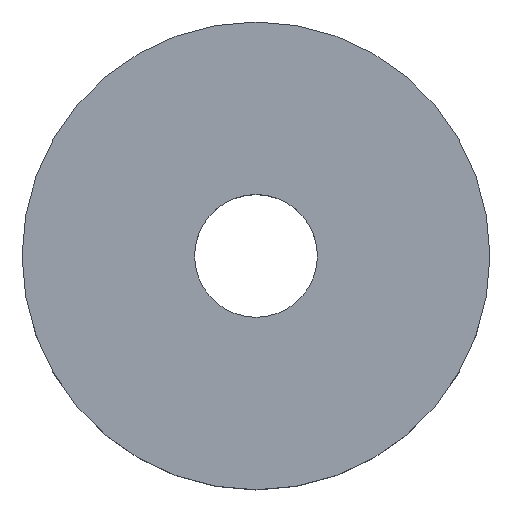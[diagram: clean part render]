
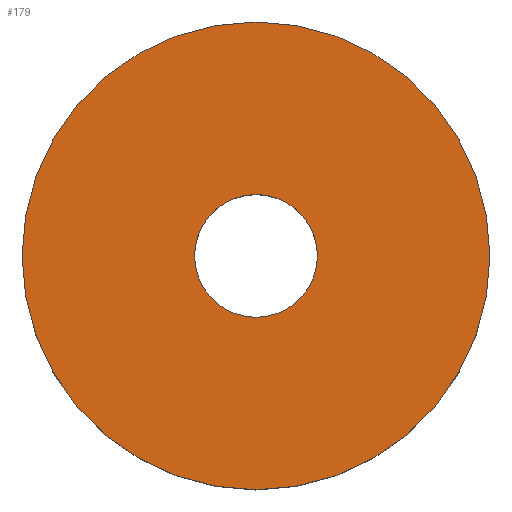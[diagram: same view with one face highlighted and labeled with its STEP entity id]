
A CAD part, top view. The second image highlights one B-rep face of the part: STEP entity #179.
In plain terms, the highlighted planar face has unit normal (0, 0, 1).
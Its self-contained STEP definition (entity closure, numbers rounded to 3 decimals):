
#17 = EDGE_CURVE ( 'NONE', #38, #149, #122, .T. ) ;
#23 = AXIS2_PLACEMENT_3D ( 'NONE', #95, #66, #145 ) ;
#35 = DIRECTION ( 'NONE',  ( 1., 0., 0. ) ) ;
#38 = VERTEX_POINT ( 'NONE', #65 ) ;
#46 = ORIENTED_EDGE ( 'NONE', *, *, #17, .T. ) ;
#47 = AXIS2_PLACEMENT_3D ( 'NONE', #220, #124, #35 ) ;
#55 = DIRECTION ( 'NONE',  ( 1., 0., 0. ) ) ;
#59 = ORIENTED_EDGE ( 'NONE', *, *, #60, .T. ) ;
#60 = EDGE_CURVE ( 'NONE', #149, #38, #205, .T. ) ;
#62 = EDGE_CURVE ( 'NONE', #210, #84, #155, .T. ) ;
#63 = ORIENTED_EDGE ( 'NONE', *, *, #241, .F. ) ;
#65 = CARTESIAN_POINT ( 'NONE',  ( 20., 0., 10. ) ) ;
#66 = DIRECTION ( 'NONE',  ( 0., 0., 1. ) ) ;
#72 = ORIENTED_EDGE ( 'NONE', *, *, #62, .F. ) ;
#84 = VERTEX_POINT ( 'NONE', #125 ) ;
#95 = CARTESIAN_POINT ( 'NONE',  ( 0., 0., 10. ) ) ;
#103 = AXIS2_PLACEMENT_3D ( 'NONE', #239, #112, #55 ) ;
#112 = DIRECTION ( 'NONE',  ( 0., 0., 1. ) ) ;
#115 = CIRCLE ( 'NONE', #180, 5.25 ) ;
#118 = EDGE_LOOP ( 'NONE', ( #59, #46 ) ) ;
#122 = CIRCLE ( 'NONE', #23, 20. ) ;
#124 = DIRECTION ( 'NONE',  ( 0., 0., 1. ) ) ;
#125 = CARTESIAN_POINT ( 'NONE',  ( -5.25, 0., 10. ) ) ;
#129 = PLANE ( 'NONE',  #223 ) ;
#137 = DIRECTION ( 'NONE',  ( 1., 0., 0. ) ) ;
#138 = CARTESIAN_POINT ( 'NONE',  ( -20., 0., 10. ) ) ;
#140 = EDGE_LOOP ( 'NONE', ( #63, #72 ) ) ;
#145 = DIRECTION ( 'NONE',  ( 1., 0., 0. ) ) ;
#149 = VERTEX_POINT ( 'NONE', #138 ) ;
#155 = CIRCLE ( 'NONE', #47, 5.25 ) ;
#159 = DIRECTION ( 'NONE',  ( 0., 0., 1. ) ) ;
#172 = DIRECTION ( 'NONE',  ( 1., 0., 0. ) ) ;
#179 = ADVANCED_FACE ( 'NONE', ( #226, #227 ), #129, .T. ) ;
#180 = AXIS2_PLACEMENT_3D ( 'NONE', #186, #204, #172 ) ;
#186 = CARTESIAN_POINT ( 'NONE',  ( 0., 0., 10. ) ) ;
#191 = CARTESIAN_POINT ( 'NONE',  ( 5.25, 0., 10. ) ) ;
#195 = CARTESIAN_POINT ( 'NONE',  ( 0., 0., 10. ) ) ;
#204 = DIRECTION ( 'NONE',  ( 0., 0., 1. ) ) ;
#205 = CIRCLE ( 'NONE', #103, 20. ) ;
#210 = VERTEX_POINT ( 'NONE', #191 ) ;
#220 = CARTESIAN_POINT ( 'NONE',  ( 0., 0., 10. ) ) ;
#223 = AXIS2_PLACEMENT_3D ( 'NONE', #195, #159, #137 ) ;
#226 = FACE_OUTER_BOUND ( 'NONE', #118, .T. ) ;
#227 = FACE_BOUND ( 'NONE', #140, .T. ) ;
#239 = CARTESIAN_POINT ( 'NONE',  ( 0., 0., 10. ) ) ;
#241 = EDGE_CURVE ( 'NONE', #84, #210, #115, .T. ) ;
